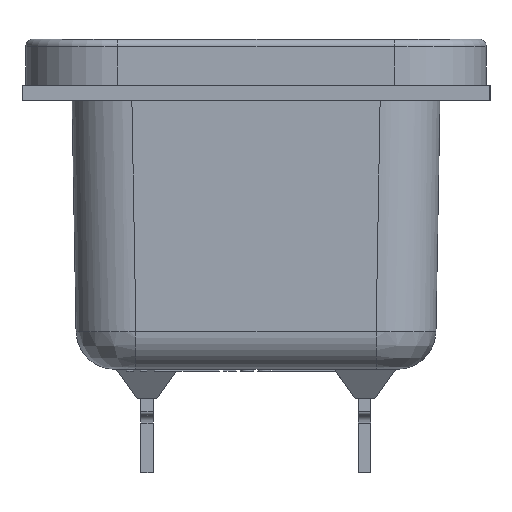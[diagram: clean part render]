
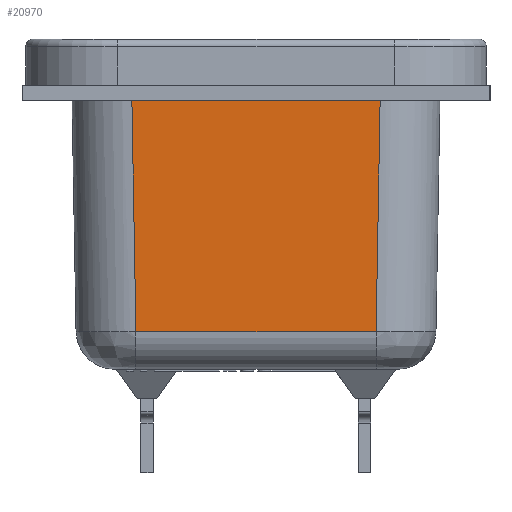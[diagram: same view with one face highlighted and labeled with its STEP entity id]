
A CAD part, left-side view. The second image highlights one B-rep face of the part: STEP entity #20970.
In plain terms, the highlighted planar face has unit normal (-1, 0, -0.018).
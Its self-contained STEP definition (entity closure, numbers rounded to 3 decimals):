
#16950=CARTESIAN_POINT('',(10.509,6.908,
-3.491));
#16960=VERTEX_POINT('',#16950);
#17210=CARTESIAN_POINT('',(10.78,7.179,
-19.044));
#17220=VERTEX_POINT('',#17210);
#17270=CARTESIAN_POINT('',(10.509,6.908,
-3.49));
#17280=DIRECTION('',(-0.017,-0.017,
1.));
#17290=VECTOR('',#17280,1.);
#17300=LINE('',#17270,#17290);
#17310=EDGE_CURVE('',#17220,#16960,#17300,.T.);
#17550=CARTESIAN_POINT('',(10.78,22.821,
-19.044));
#17560=VERTEX_POINT('',#17550);
#17720=CARTESIAN_POINT('',(10.509,23.092,
-3.491));
#17730=VERTEX_POINT('',#17720);
#17760=CARTESIAN_POINT('',(10.499,23.102,
-2.932));
#17770=DIRECTION('',(0.017,-0.017,
-1.));
#17780=VECTOR('',#17770,1.);
#17790=LINE('',#17760,#17780);
#17800=EDGE_CURVE('',#17730,#17560,#17790,.T.);
#18620=CARTESIAN_POINT('',(10.509,1.,
-3.491));
#18630=DIRECTION('',(0.,1.,0.));
#18640=VECTOR('',#18630,1.);
#18650=LINE('',#18620,#18640);
#18660=EDGE_CURVE('',#16960,#17730,#18650,.T.);
#19690=CARTESIAN_POINT('',(10.78,27.,-19.044));
#19700=DIRECTION('',(0.,-1.,0.));
#19710=VECTOR('',#19700,1.);
#19720=LINE('',#19690,#19710);
#19730=EDGE_CURVE('',#17560,#17220,#19720,.T.);
#20860=CARTESIAN_POINT('',(10.5,27.,-3.));
#20870=DIRECTION('',(-1.,0.,
-0.017));
#20880=DIRECTION('',(-0.017,0.,1.));
#20890=AXIS2_PLACEMENT_3D('',#20860,#20870,#20880);
#20900=PLANE('',#20890);
#20910=ORIENTED_EDGE('',*,*,#19730,.T.);
#20920=ORIENTED_EDGE('',*,*,#17800,.T.);
#20930=ORIENTED_EDGE('',*,*,#18660,.T.);
#20940=ORIENTED_EDGE('',*,*,#17310,.T.);
#20950=EDGE_LOOP('',(#20940,#20930,#20920,#20910));
#20960=FACE_OUTER_BOUND('',#20950,.T.);
#20970=ADVANCED_FACE('',(#20960),#20900,.T.);
